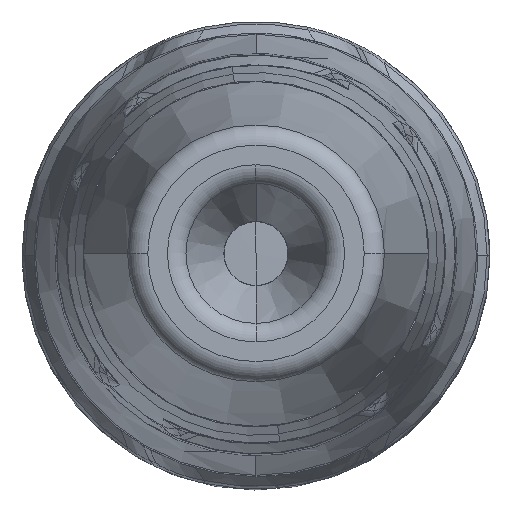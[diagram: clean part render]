
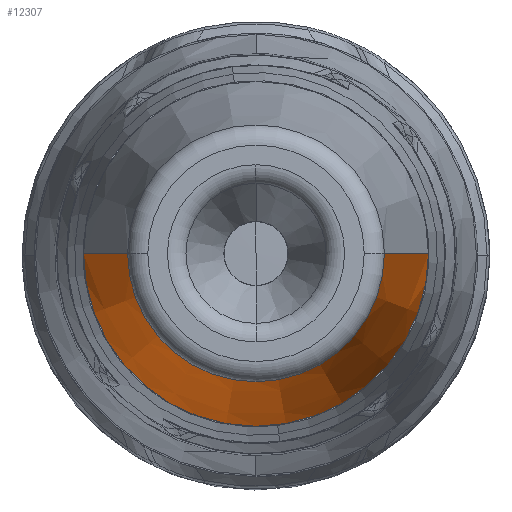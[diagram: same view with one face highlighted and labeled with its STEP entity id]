
A CAD part, top view. The second image highlights one B-rep face of the part: STEP entity #12307.
In plain terms, the highlighted conical face has half-angle 8.902 degrees and reference radius 7.394 mm.
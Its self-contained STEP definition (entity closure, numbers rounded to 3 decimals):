
#4116=CARTESIAN_POINT('',(16.667,16.667,48.046));
#4117=DIRECTION('',(0.,0.,-1.));
#4118=DIRECTION('',(1.,0.,0.));
#4119=AXIS2_PLACEMENT_3D('',#4116,#4117,#4118);
#4121=DIRECTION('',(0.155,0.,0.988));
#4122=VECTOR('',#4121,13.986);
#4123=CARTESIAN_POINT('',(8.191,16.667,48.046));
#4124=LINE('',#4123,#4122);
#4125=CARTESIAN_POINT('',(16.667,16.667,61.864));
#4126=DIRECTION('',(0.,0.,-1.));
#4127=DIRECTION('',(1.,0.,0.));
#4128=AXIS2_PLACEMENT_3D('',#4125,#4126,#4127);
#4130=DIRECTION('',(0.155,0.,-0.988));
#4131=VECTOR('',#4130,13.986);
#4132=CARTESIAN_POINT('',(22.978,16.667,61.864));
#4133=LINE('',#4132,#4131);
#5961=CARTESIAN_POINT('',(8.191,16.667,48.046));
#5962=CARTESIAN_POINT('',(25.142,16.667,48.046));
#5963=VERTEX_POINT('',#5961);
#5964=VERTEX_POINT('',#5962);
#5965=CARTESIAN_POINT('',(10.355,16.667,61.864));
#5966=CARTESIAN_POINT('',(22.978,16.667,61.864));
#5967=VERTEX_POINT('',#5965);
#5968=VERTEX_POINT('',#5966);
#12295=CARTESIAN_POINT('',(16.667,16.667,54.955));
#12296=DIRECTION('',(0.,0.,-1.));
#12297=DIRECTION('',(-1.,0.,0.));
#12298=AXIS2_PLACEMENT_3D('',#12295,#12296,#12297);
#12299=CONICAL_SURFACE('',#12298,7.394,8.902);
#12300=ORIENTED_EDGE('',*,*,#12260,.T.);
#12301=ORIENTED_EDGE('',*,*,#12290,.T.);
#12303=ORIENTED_EDGE('',*,*,#12302,.F.);
#12304=ORIENTED_EDGE('',*,*,#12286,.T.);
#12305=EDGE_LOOP('',(#12300,#12301,#12303,#12304));
#12306=FACE_OUTER_BOUND('',#12305,.F.);
#12307=ADVANCED_FACE('',(#12306),#12299,.T.);
#4120=CIRCLE('',#4119,8.476);
#4129=CIRCLE('',#4128,6.312);
#12260=EDGE_CURVE('',#5964,#5963,#4120,.T.);
#12286=EDGE_CURVE('',#5968,#5964,#4133,.T.);
#12290=EDGE_CURVE('',#5963,#5967,#4124,.T.);
#12302=EDGE_CURVE('',#5968,#5967,#4129,.T.);
